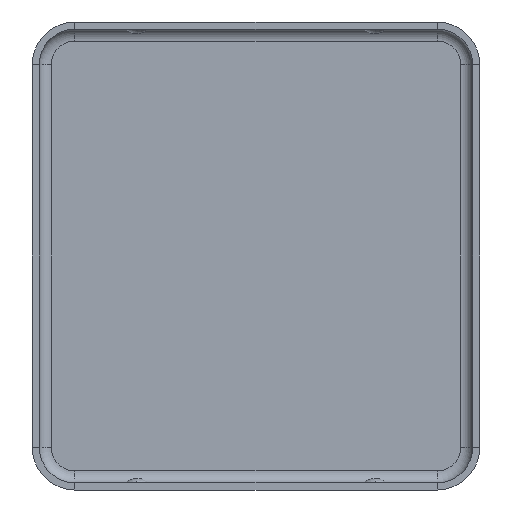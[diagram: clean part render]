
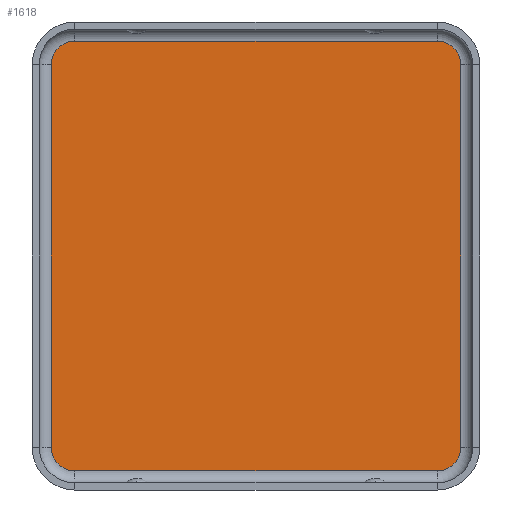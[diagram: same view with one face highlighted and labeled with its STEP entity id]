
A CAD part, front view. The second image highlights one B-rep face of the part: STEP entity #1618.
In plain terms, the highlighted planar face has unit normal (0, -1, 0).
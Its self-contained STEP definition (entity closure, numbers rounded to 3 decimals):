
#1 = CARTESIAN_POINT ( 'NONE',  ( 8.6, 0., 0. ) ) ;
#3 = AXIS2_PLACEMENT_3D ( 'NONE', #1164, #69, #442 ) ;
#15 = EDGE_CURVE ( 'NONE', #1511, #1033, #1083, .T. ) ;
#69 = DIRECTION ( 'NONE',  ( 0., -1., 0. ) ) ;
#76 = DIRECTION ( 'NONE',  ( -1., 0., 0. ) ) ;
#103 = CIRCLE ( 'NONE', #1067, 1. ) ;
#124 = VECTOR ( 'NONE', #515, 1000. ) ;
#125 = DIRECTION ( 'NONE',  ( 0., -1., 0. ) ) ;
#136 = VERTEX_POINT ( 'NONE', #617 ) ;
#165 = CARTESIAN_POINT ( 'NONE',  ( 7.6, 0., 9.025 ) ) ;
#189 = DIRECTION ( 'NONE',  ( 0., 0., -1. ) ) ;
#209 = CARTESIAN_POINT ( 'NONE',  ( -7.6, 0., -9.025 ) ) ;
#222 = EDGE_CURVE ( 'NONE', #1281, #293, #1310, .T. ) ;
#234 = ORIENTED_EDGE ( 'NONE', *, *, #15, .F. ) ;
#239 = EDGE_CURVE ( 'NONE', #293, #1511, #103, .T. ) ;
#264 = AXIS2_PLACEMENT_3D ( 'NONE', #1551, #418, #189 ) ;
#286 = CARTESIAN_POINT ( 'NONE',  ( 7.6, 0., -9.025 ) ) ;
#293 = VERTEX_POINT ( 'NONE', #659 ) ;
#299 = VECTOR ( 'NONE', #76, 1000. ) ;
#321 = ORIENTED_EDGE ( 'NONE', *, *, #1134, .T. ) ;
#325 = DIRECTION ( 'NONE',  ( -1., 0., 0. ) ) ;
#357 = DIRECTION ( 'NONE',  ( 0., 0., 1. ) ) ;
#390 = LINE ( 'NONE', #452, #1154 ) ;
#407 = ORIENTED_EDGE ( 'NONE', *, *, #984, .T. ) ;
#418 = DIRECTION ( 'NONE',  ( 0., 1., 0. ) ) ;
#425 = CARTESIAN_POINT ( 'NONE',  ( -8.6, 0., 8.025 ) ) ;
#442 = DIRECTION ( 'NONE',  ( 0., 0., -1. ) ) ;
#452 = CARTESIAN_POINT ( 'NONE',  ( 7.6, 0., 9.025 ) ) ;
#506 = LINE ( 'NONE', #1085, #1460 ) ;
#515 = DIRECTION ( 'NONE',  ( 0., 0., -1. ) ) ;
#592 = AXIS2_PLACEMENT_3D ( 'NONE', #1606, #125, #357 ) ;
#617 = CARTESIAN_POINT ( 'NONE',  ( -8.6, 0., -8.025 ) ) ;
#633 = ORIENTED_EDGE ( 'NONE', *, *, #1171, .T. ) ;
#640 = CIRCLE ( 'NONE', #963, 1. ) ;
#659 = CARTESIAN_POINT ( 'NONE',  ( 8.6, 0., -8.025 ) ) ;
#704 = DIRECTION ( 'NONE',  ( 0., -1., 0. ) ) ;
#717 = FACE_OUTER_BOUND ( 'NONE', #1090, .T. ) ;
#738 = CIRCLE ( 'NONE', #264, 1. ) ;
#760 = VERTEX_POINT ( 'NONE', #165 ) ;
#843 = DIRECTION ( 'NONE',  ( 0., 0., -1. ) ) ;
#877 = DIRECTION ( 'NONE',  ( 0., 1., 0. ) ) ;
#907 = EDGE_CURVE ( 'NONE', #1594, #1517, #738, .T. ) ;
#925 = CARTESIAN_POINT ( 'NONE',  ( -7.6, 0., 9.025 ) ) ;
#963 = AXIS2_PLACEMENT_3D ( 'NONE', #1227, #704, #843 ) ;
#984 = EDGE_CURVE ( 'NONE', #760, #1517, #390, .T. ) ;
#1021 = ORIENTED_EDGE ( 'NONE', *, *, #222, .F. ) ;
#1033 = VERTEX_POINT ( 'NONE', #209 ) ;
#1067 = AXIS2_PLACEMENT_3D ( 'NONE', #1369, #877, #1123 ) ;
#1083 = LINE ( 'NONE', #1428, #299 ) ;
#1085 = CARTESIAN_POINT ( 'NONE',  ( -8.6, 0., 0. ) ) ;
#1090 = EDGE_LOOP ( 'NONE', ( #234, #1092, #1021, #321, #407, #1278, #633, #1579 ) ) ;
#1092 = ORIENTED_EDGE ( 'NONE', *, *, #239, .F. ) ;
#1123 = DIRECTION ( 'NONE',  ( 0., 0., 1. ) ) ;
#1134 = EDGE_CURVE ( 'NONE', #1281, #760, #640, .T. ) ;
#1154 = VECTOR ( 'NONE', #325, 1000. ) ;
#1164 = CARTESIAN_POINT ( 'NONE',  ( 7.6, 0., -8.025 ) ) ;
#1171 = EDGE_CURVE ( 'NONE', #1594, #136, #506, .T. ) ;
#1216 = DIRECTION ( 'NONE',  ( 0., 0., -1. ) ) ;
#1227 = CARTESIAN_POINT ( 'NONE',  ( 7.6, 0., 8.025 ) ) ;
#1246 = EDGE_CURVE ( 'NONE', #136, #1033, #1268, .T. ) ;
#1249 = CARTESIAN_POINT ( 'NONE',  ( 8.6, 0., 8.025 ) ) ;
#1268 = CIRCLE ( 'NONE', #592, 1. ) ;
#1278 = ORIENTED_EDGE ( 'NONE', *, *, #907, .F. ) ;
#1281 = VERTEX_POINT ( 'NONE', #1249 ) ;
#1310 = LINE ( 'NONE', #1, #124 ) ;
#1369 = CARTESIAN_POINT ( 'NONE',  ( 7.6, 0., -8.025 ) ) ;
#1428 = CARTESIAN_POINT ( 'NONE',  ( 7.6, 0., -9.025 ) ) ;
#1460 = VECTOR ( 'NONE', #1216, 1000. ) ;
#1511 = VERTEX_POINT ( 'NONE', #286 ) ;
#1517 = VERTEX_POINT ( 'NONE', #925 ) ;
#1546 = PLANE ( 'NONE',  #3 ) ;
#1551 = CARTESIAN_POINT ( 'NONE',  ( -7.6, 0., 8.025 ) ) ;
#1579 = ORIENTED_EDGE ( 'NONE', *, *, #1246, .T. ) ;
#1594 = VERTEX_POINT ( 'NONE', #425 ) ;
#1606 = CARTESIAN_POINT ( 'NONE',  ( -7.6, 0., -8.025 ) ) ;
#1618 = ADVANCED_FACE ( 'NONE', ( #717 ), #1546, .T. ) ;
